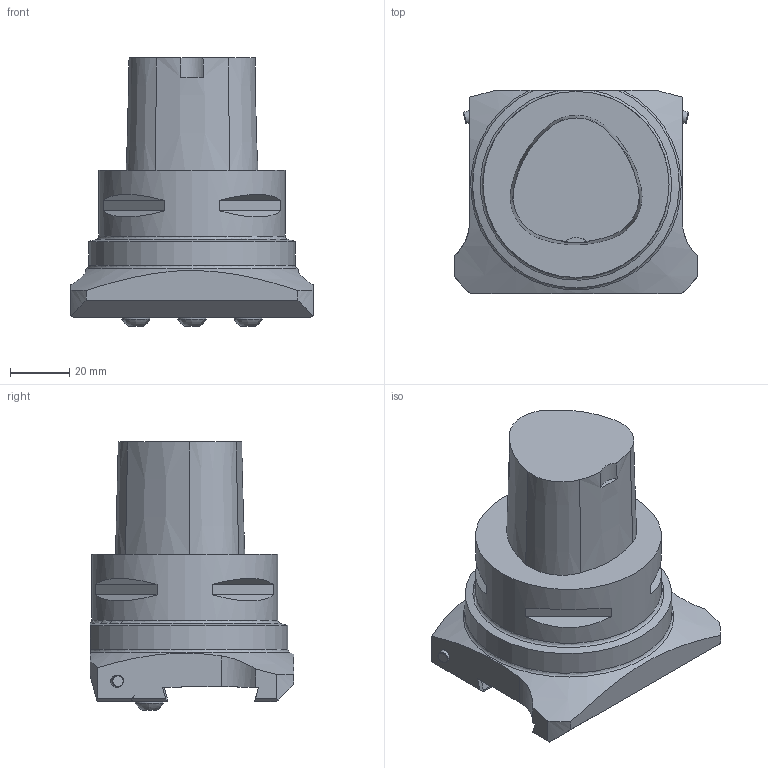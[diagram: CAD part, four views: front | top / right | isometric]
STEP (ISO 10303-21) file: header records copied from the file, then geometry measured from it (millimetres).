
FILE_DESCRIPTION(/* description */ (''),/* implementation_level */ '2;1');
FILE_NAME(/* name */ '1605168636113.stp',/* time_stamp */ '2020-11-12T13:40:48+05:00',/* author */ (''),/* organization */ ('SMS'),/* preprocessor_version */ 'ST-DEVELOPER v16.7',/* originating_system */ 'SIEMENS PLM Software NX 12.0',/* authorisation */ '');
FILE_SCHEMA (('AUTOMOTIVE_DESIGN { 1 0 10303 214 3 1 1 1 }'));
Length unit declared in the file: millimetre
Products named in the file (1): 201597077mod000_01
Bounding box: 82 x 69 x 90.75 mm (x, y, z)
Volume: 232670.2 mm3; surface area: 26562.6 mm2
Topology: 1 solids, 1 shells, 85 faces, 216 edges, 147 vertices
Faces by surface type: plane 56, cylinder 14, cone 10, bspline 3, torus 2
Full cylindrical faces by diameter (mm): 4 x2, 9.5 x3, 63 x1
Entity records: 2658 total; most frequent: CARTESIAN_POINT 588, DIRECTION 415, ORIENTED_EDGE 400, EDGE_CURVE 200, AXIS2_PLACEMENT_3D 146, VERTEX_POINT 139, LINE 123, VECTOR 123
